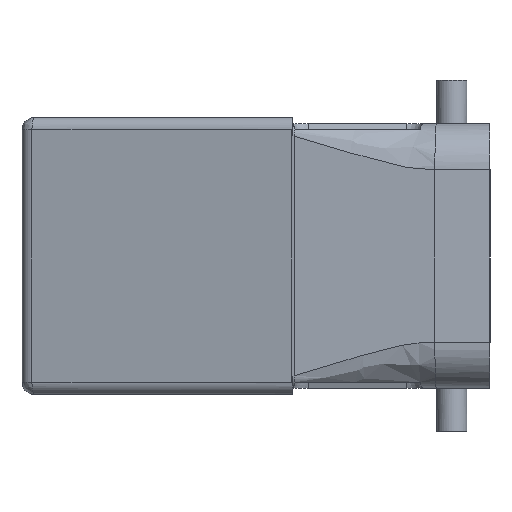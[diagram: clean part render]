
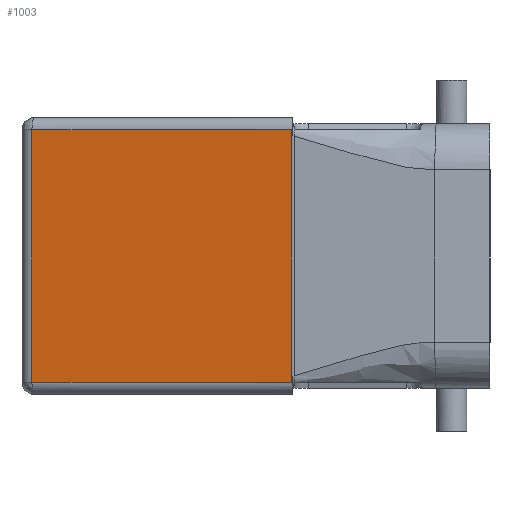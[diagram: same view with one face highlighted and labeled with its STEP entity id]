
A CAD part, left-side view. The second image highlights one B-rep face of the part: STEP entity #1003.
In plain terms, the highlighted planar face has unit normal (-0.982, 0.191, 0).
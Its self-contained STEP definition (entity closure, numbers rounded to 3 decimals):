
#1003=ADVANCED_FACE('',(#1222),#4909,.T.);
#1222=FACE_OUTER_BOUND('',#1452,.T.);
#1452=EDGE_LOOP('',(#2224,#2225,#2226,#2227));
#2224=ORIENTED_EDGE('',*,*,#3483,.T.);
#2225=ORIENTED_EDGE('',*,*,#3484,.T.);
#2226=ORIENTED_EDGE('',*,*,#3485,.T.);
#2227=ORIENTED_EDGE('',*,*,#3486,.T.);
#2977=VERTEX_POINT('',#8055);
#2978=VERTEX_POINT('',#8056);
#2979=VERTEX_POINT('',#8058);
#2980=VERTEX_POINT('',#8060);
#3483=EDGE_CURVE('',#2977,#2978,#3988,.T.);
#3484=EDGE_CURVE('',#2978,#2979,#3989,.T.);
#3485=EDGE_CURVE('',#2979,#2980,#3990,.T.);
#3486=EDGE_CURVE('',#2980,#2977,#3991,.T.);
#3988=LINE('',#8054,#4403);
#3989=LINE('',#8057,#4404);
#3990=LINE('',#8059,#4405);
#3991=LINE('',#8061,#4406);
#4403=VECTOR('',#6104,1.);
#4404=VECTOR('',#6105,1.);
#4405=VECTOR('',#6106,1.);
#4406=VECTOR('',#6107,1.);
#4909=PLANE('',#5301);
#5301=AXIS2_PLACEMENT_3D('',#8062,#6108,#6109);
#6104=DIRECTION('',(0.,0.,-1.));
#6105=DIRECTION('',(-0.191,-0.982,0.));
#6106=DIRECTION('',(0.,0.,1.));
#6107=DIRECTION('',(0.191,0.982,0.));
#6108=DIRECTION('',(-0.982,0.191,0.));
#6109=DIRECTION('',(-0.191,-0.982,0.));
#8054=CARTESIAN_POINT('',(-50.012,65.382,20.5));
#8055=CARTESIAN_POINT('',(-50.012,65.382,20.5));
#8056=CARTESIAN_POINT('',(-50.012,65.382,-20.5));
#8057=CARTESIAN_POINT('',(-50.012,65.382,-20.5));
#8058=CARTESIAN_POINT('',(-58.195,23.285,-20.5));
#8059=CARTESIAN_POINT('',(-58.195,23.285,-20.5));
#8060=CARTESIAN_POINT('',(-58.195,23.285,20.5));
#8061=CARTESIAN_POINT('',(-58.195,23.285,20.5));
#8062=CARTESIAN_POINT('',(-49.251,69.298,-22.6));
